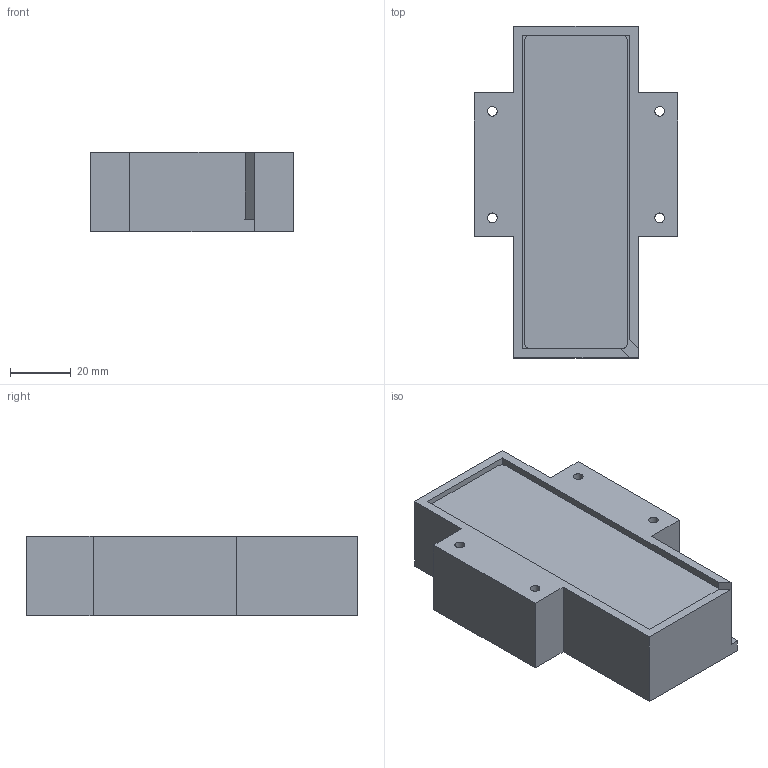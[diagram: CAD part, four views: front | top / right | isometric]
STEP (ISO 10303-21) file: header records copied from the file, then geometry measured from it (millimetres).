
FILE_DESCRIPTION(/* description */ (''),/* implementation_level */ '2;1');
FILE_NAME(/* name */ 'BatteryHolder.step',/* time_stamp */ '2025-09-09T08:52:51+02:00',/* author */ (''),/* organization */ (''),/* preprocessor_version */ 'ST-DEVELOPER v20.1',/* originating_system */ 'Autodesk Translation Framework v14.10.0.0',/* authorisation */ '');
FILE_SCHEMA (('AUTOMOTIVE_DESIGN { 1 0 10303 214 3 1 1 }'));
Length unit declared in the file: millimetre
Products named in the file (2): BatteryHolder; Zippy Compact 2200 2S
Assembly tree (1 placements, depth 2):
  BatteryHolder
    Zippy Compact 2200 2S
Bounding box: 67 x 109 x 26 mm (x, y, z)
Volume: 137394.9 mm3; surface area: 39918.3 mm2
Topology: 2 solids, 2 shells, 35 faces, 93 edges, 62 vertices
Faces by surface type: plane 27, cylinder 8
Full cylindrical faces by diameter (mm): 3.2 x4
Entity records: 1160 total; most frequent: CARTESIAN_POINT 193, ORIENTED_EDGE 186, DIRECTION 185, EDGE_CURVE 93, LINE 77, VECTOR 77, VERTEX_POINT 62, AXIS2_PLACEMENT_3D 54
